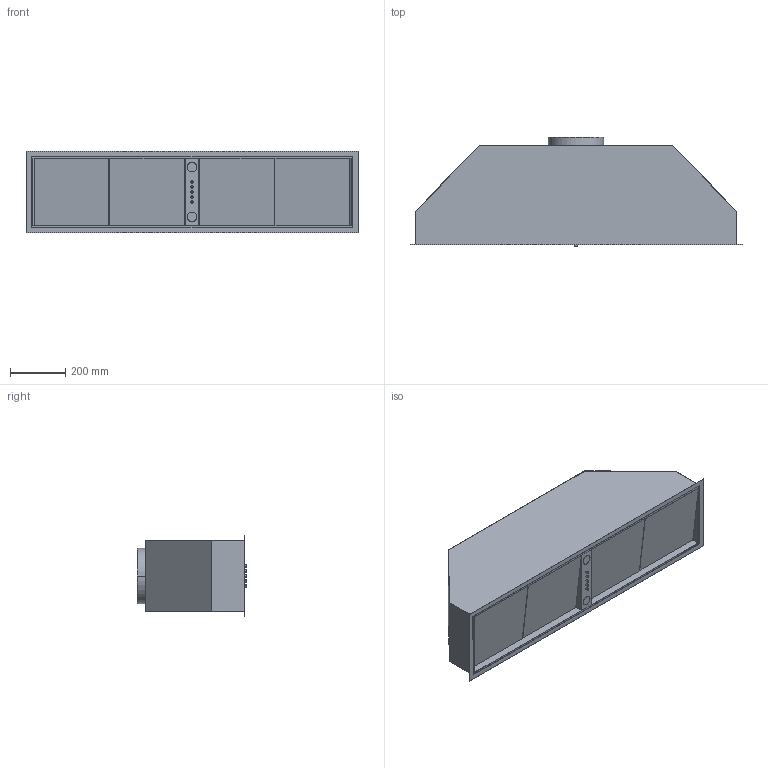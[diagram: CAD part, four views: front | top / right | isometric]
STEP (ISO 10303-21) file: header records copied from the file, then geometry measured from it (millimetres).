
FILE_DESCRIPTION((''),'2;1');
FILE_NAME('UM-12UMS','2021-02-12T',('seona'),(''),'CREO PARAMETRIC BY PTC INC, 2016260','CREO PARAMETRIC BY PTC INC, 2016260','');
FILE_SCHEMA(('CONFIG_CONTROL_DESIGN'));
Length unit declared in the file: millimetre
Products named in the file (1): UM-12UMS
Bounding box: 1200 x 396.5 x 295 mm (x, y, z)
Volume: 9687832.9 mm3; surface area: 3112769.6 mm2
Topology: 3 solids, 3 shells, 92 faces, 214 edges, 136 vertices
Faces by surface type: plane 70, cylinder 22
Entity records: 2632 total; most frequent: DIRECTION 442, CARTESIAN_POINT 442, ORIENTED_EDGE 428, EDGE_CURVE 214, VECTOR 170, LINE 170, AXIS2_PLACEMENT_3D 136, VERTEX_POINT 136
